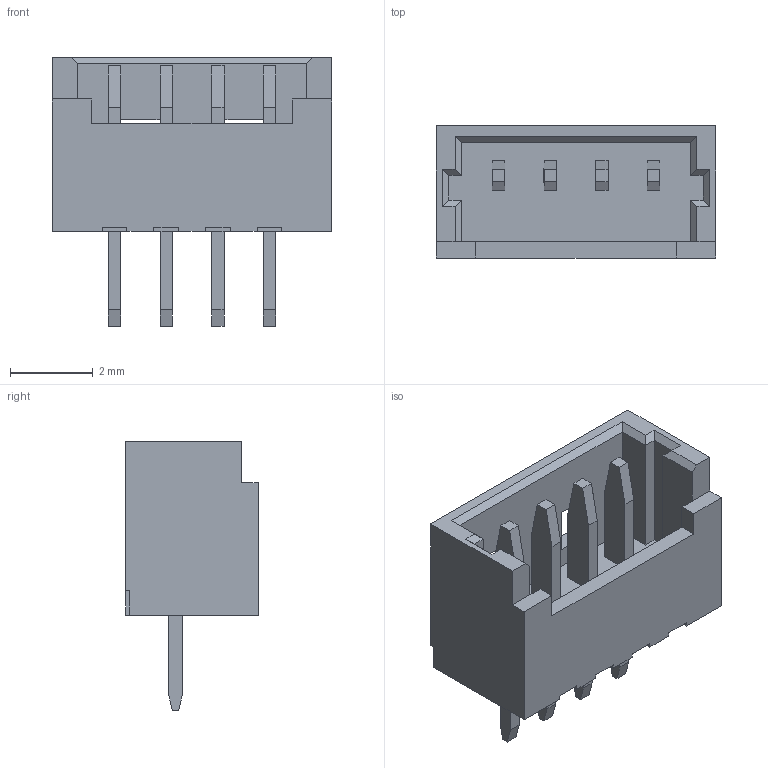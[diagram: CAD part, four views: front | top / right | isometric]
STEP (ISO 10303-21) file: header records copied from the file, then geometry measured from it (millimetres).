
FILE_DESCRIPTION(/* description */ ('Unknown'),/* implementation_level */ '2;1');
FILE_NAME(/* name */ '653004114822',/* time_stamp */ '2018-06-05T16:50:27+02:00',/* author */ ('Unknown'),/* organization */ ('Unknown'),/* preprocessor_version */ 'ST-DEVELOPER v16.7',/* originating_system */ 'DEX',/* authorisation */ $);
FILE_SCHEMA (('AUTOMOTIVE_DESIGN {1 0 10303 214 3 1 1}'));
Length unit declared in the file: millimetre
Products named in the file (3): 6530xx114822; 653004114822; 6530xx114822_PIN
Assembly tree (5 placements, depth 2):
  6530xx114822
    653004114822
    6530xx114822_PIN  x4
Bounding box: 6.75 x 3.2 x 6.5 mm (x, y, z)
Volume: 45.8 mm3; surface area: 207.1 mm2
Topology: 5 solids, 5 shells, 163 faces, 447 edges, 294 vertices
Faces by surface type: plane 163
Entity records: 3921 total; most frequent: CARTESIAN_POINT 688, ORIENTED_EDGE 678, DIRECTION 593, EDGE_CURVE 339, LINE 339, VECTOR 339, VERTEX_POINT 222, EDGE_LOOP 133
